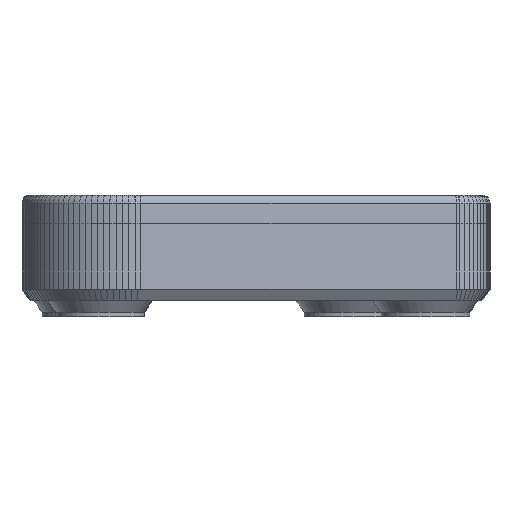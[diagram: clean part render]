
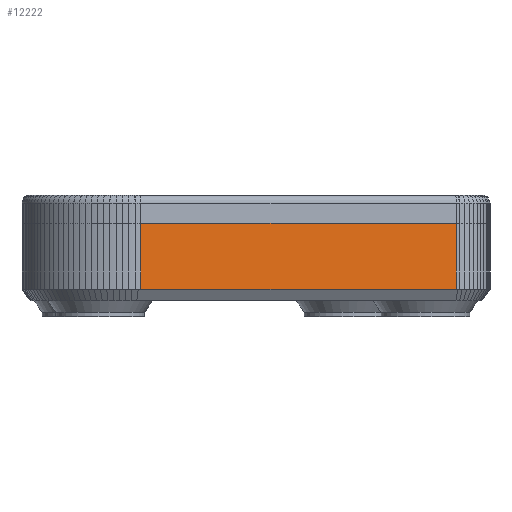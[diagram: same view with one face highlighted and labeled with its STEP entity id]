
A CAD part, left-side view. The second image highlights one B-rep face of the part: STEP entity #12222.
In plain terms, the highlighted planar face has unit normal (-0.982, -0.187, 0).
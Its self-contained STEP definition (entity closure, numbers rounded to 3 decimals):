
#973=FACE_OUTER_BOUND('',#1659,.T.);
#1659=EDGE_LOOP('',(#8670,#8671,#8672,#8673));
#2368=LINE('',#18107,#3688);
#2601=LINE('',#18744,#3921);
#2602=LINE('',#18747,#3922);
#2603=LINE('',#18748,#3923);
#3688=VECTOR('',#14266,10.);
#3921=VECTOR('',#14829,10.);
#3922=VECTOR('',#14832,10.);
#3923=VECTOR('',#14833,10.);
#5030=VERTEX_POINT('',#18104);
#5031=VERTEX_POINT('',#18106);
#5270=VERTEX_POINT('',#18742);
#5271=VERTEX_POINT('',#18746);
#6245=EDGE_CURVE('',#5031,#5030,#2368,.T.);
#6565=EDGE_CURVE('',#5270,#5030,#2601,.T.);
#6566=EDGE_CURVE('',#5271,#5270,#2602,.T.);
#6567=EDGE_CURVE('',#5031,#5271,#2603,.T.);
#8670=ORIENTED_EDGE('',*,*,#6565,.F.);
#8671=ORIENTED_EDGE('',*,*,#6566,.F.);
#8672=ORIENTED_EDGE('',*,*,#6567,.F.);
#8673=ORIENTED_EDGE('',*,*,#6245,.T.);
#11782=PLANE('',#13058);
#12222=ADVANCED_FACE('',(#973),#11782,.T.);
#13058=AXIS2_PLACEMENT_3D('',#18745,#14830,#14831);
#14266=DIRECTION('',(-0.187,0.982,0.));
#14829=DIRECTION('',(0.,0.,1.));
#14830=DIRECTION('center_axis',(-0.982,-0.187,0.));
#14831=DIRECTION('ref_axis',(0.187,-0.982,0.));
#14832=DIRECTION('',(-0.187,0.982,0.));
#14833=DIRECTION('',(0.,0.,-1.));
#18104=CARTESIAN_POINT('',(171.093,-46.224,1.6));
#18106=CARTESIAN_POINT('',(178.527,-85.353,1.6));
#18107=CARTESIAN_POINT('',(173.145,-57.023,1.6));
#18742=CARTESIAN_POINT('',(171.093,-46.224,-6.572));
#18744=CARTESIAN_POINT('',(171.093,-46.224,-8.));
#18745=CARTESIAN_POINT('Origin',(171.031,-45.901,-8.));
#18746=CARTESIAN_POINT('',(178.527,-85.353,-6.572));
#18747=CARTESIAN_POINT('',(173.145,-57.023,-6.572));
#18748=CARTESIAN_POINT('',(178.527,-85.353,-8.));
